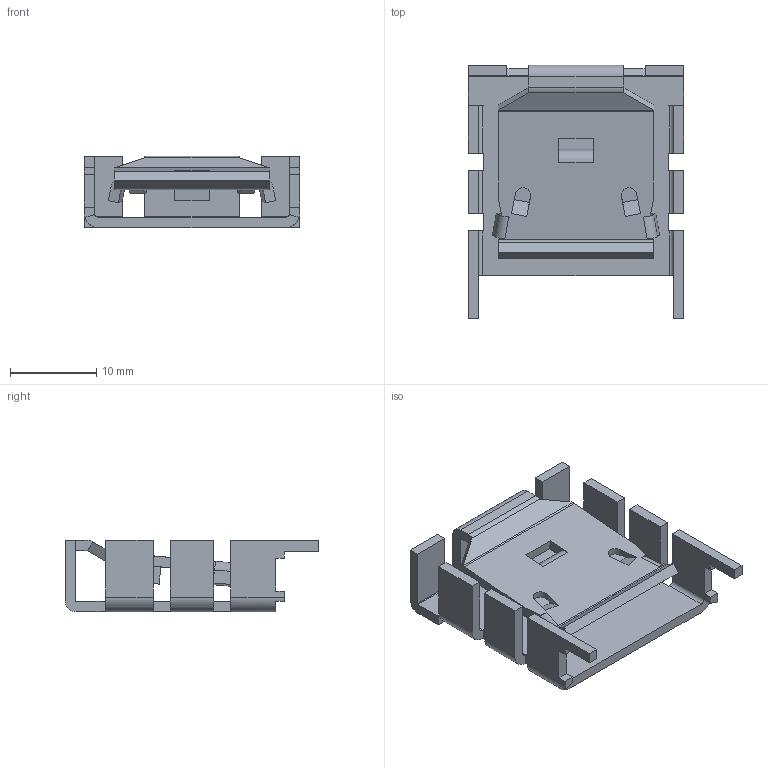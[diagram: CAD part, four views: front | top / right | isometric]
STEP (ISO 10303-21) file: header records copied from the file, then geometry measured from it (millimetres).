
FILE_DESCRIPTION (( 'STEP AP214' ), '1' );
FILE_NAME ('fk_224_220_2.STEP', '2021-01-01T11:42:44', ( '' ), ( '' ), 'SwSTEP 2.0', 'SolidWorks 2018', '' );
FILE_SCHEMA (( 'AUTOMOTIVE_DESIGN' ));
Length unit declared in the file: millimetre
Products named in the file (1): fk_224_220_2
Bounding box: 25 x 29.4 x 8.3 mm (x, y, z)
Volume: 1589.7 mm3; surface area: 3094.3 mm2
Topology: 1 solids, 1 shells, 164 faces, 458 edges, 300 vertices
Faces by surface type: plane 109, bspline 40, cylinder 15
Entity records: 5319 total; most frequent: CARTESIAN_POINT 1131, ORIENTED_EDGE 916, DIRECTION 784, EDGE_CURVE 458, LINE 382, VECTOR 382, VERTEX_POINT 300, AXIS2_PLACEMENT_3D 201
